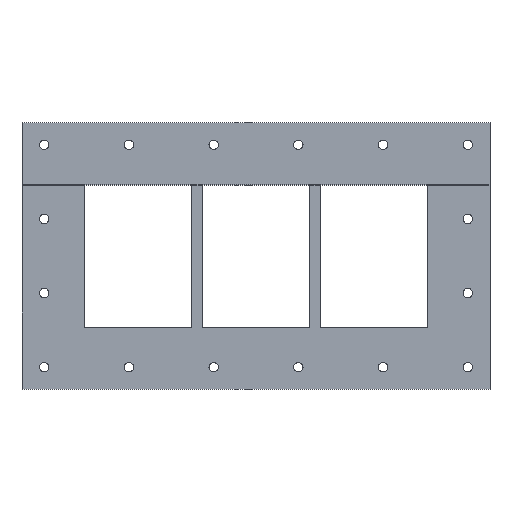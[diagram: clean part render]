
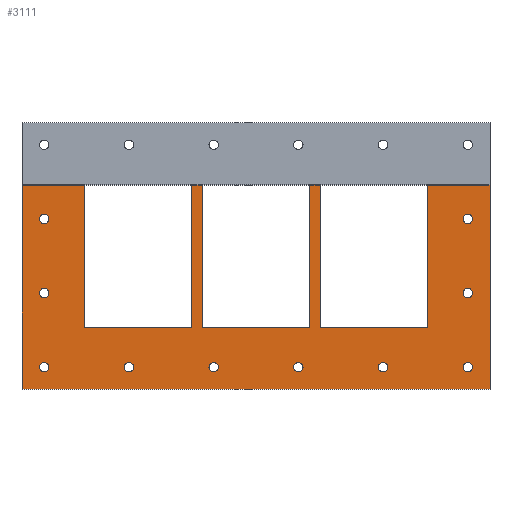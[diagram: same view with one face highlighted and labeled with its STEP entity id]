
A CAD part, top view. The second image highlights one B-rep face of the part: STEP entity #3111.
In plain terms, the highlighted planar face has unit normal (0, 0, 1).
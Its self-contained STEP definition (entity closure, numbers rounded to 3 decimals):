
#267=FACE_BOUND('',#744,.T.);
#268=FACE_BOUND('',#745,.T.);
#269=FACE_BOUND('',#746,.T.);
#270=FACE_BOUND('',#747,.T.);
#271=FACE_BOUND('',#748,.T.);
#272=FACE_BOUND('',#749,.T.);
#273=FACE_BOUND('',#750,.T.);
#274=FACE_BOUND('',#751,.T.);
#275=FACE_BOUND('',#752,.T.);
#276=FACE_BOUND('',#753,.T.);
#393=CIRCLE('',#3541,5.25);
#394=CIRCLE('',#3542,5.25);
#395=CIRCLE('',#3543,5.25);
#396=CIRCLE('',#3544,5.25);
#397=CIRCLE('',#3545,5.25);
#398=CIRCLE('',#3546,5.25);
#399=CIRCLE('',#3547,5.25);
#400=CIRCLE('',#3548,5.25);
#401=CIRCLE('',#3549,5.25);
#402=CIRCLE('',#3550,5.25);
#552=FACE_OUTER_BOUND('',#743,.T.);
#743=EDGE_LOOP('',(#2324,#2325,#2326,#2327,#2328,#2329,#2330,#2331,#2332,
#2333,#2334,#2335,#2336,#2337,#2338,#2339));
#744=EDGE_LOOP('',(#2340));
#745=EDGE_LOOP('',(#2341));
#746=EDGE_LOOP('',(#2342));
#747=EDGE_LOOP('',(#2343));
#748=EDGE_LOOP('',(#2344));
#749=EDGE_LOOP('',(#2345));
#750=EDGE_LOOP('',(#2346));
#751=EDGE_LOOP('',(#2347));
#752=EDGE_LOOP('',(#2348));
#753=EDGE_LOOP('',(#2349));
#1019=LINE('',#4948,#1262);
#1024=LINE('',#4958,#1267);
#1044=LINE('',#5000,#1287);
#1045=LINE('',#5002,#1288);
#1046=LINE('',#5004,#1289);
#1047=LINE('',#5006,#1290);
#1048=LINE('',#5008,#1291);
#1049=LINE('',#5010,#1292);
#1050=LINE('',#5012,#1293);
#1051=LINE('',#5014,#1294);
#1052=LINE('',#5016,#1295);
#1053=LINE('',#5018,#1296);
#1054=LINE('',#5020,#1297);
#1055=LINE('',#5022,#1298);
#1056=LINE('',#5023,#1299);
#1057=LINE('',#5024,#1300);
#1262=VECTOR('',#4008,10.);
#1267=VECTOR('',#4015,10.);
#1287=VECTOR('',#4045,10.);
#1288=VECTOR('',#4046,10.);
#1289=VECTOR('',#4047,10.);
#1290=VECTOR('',#4048,10.);
#1291=VECTOR('',#4049,10.);
#1292=VECTOR('',#4050,10.);
#1293=VECTOR('',#4051,10.);
#1294=VECTOR('',#4052,10.);
#1295=VECTOR('',#4053,10.);
#1296=VECTOR('',#4054,10.);
#1297=VECTOR('',#4055,10.);
#1298=VECTOR('',#4056,10.);
#1299=VECTOR('',#4057,10.);
#1300=VECTOR('',#4058,10.);
#1518=VERTEX_POINT('',#4946);
#1519=VERTEX_POINT('',#4947);
#1522=VERTEX_POINT('',#4955);
#1523=VERTEX_POINT('',#4957);
#1540=VERTEX_POINT('',#4999);
#1541=VERTEX_POINT('',#5001);
#1542=VERTEX_POINT('',#5003);
#1543=VERTEX_POINT('',#5005);
#1544=VERTEX_POINT('',#5007);
#1545=VERTEX_POINT('',#5009);
#1546=VERTEX_POINT('',#5011);
#1547=VERTEX_POINT('',#5013);
#1548=VERTEX_POINT('',#5015);
#1549=VERTEX_POINT('',#5017);
#1550=VERTEX_POINT('',#5019);
#1551=VERTEX_POINT('',#5021);
#1552=VERTEX_POINT('',#5025);
#1553=VERTEX_POINT('',#5027);
#1554=VERTEX_POINT('',#5029);
#1555=VERTEX_POINT('',#5031);
#1556=VERTEX_POINT('',#5033);
#1557=VERTEX_POINT('',#5035);
#1558=VERTEX_POINT('',#5037);
#1559=VERTEX_POINT('',#5039);
#1560=VERTEX_POINT('',#5041);
#1561=VERTEX_POINT('',#5043);
#1816=EDGE_CURVE('',#1518,#1519,#1019,.T.);
#1821=EDGE_CURVE('',#1523,#1522,#1024,.T.);
#1843=EDGE_CURVE('',#1522,#1540,#1044,.T.);
#1844=EDGE_CURVE('',#1540,#1541,#1045,.T.);
#1845=EDGE_CURVE('',#1541,#1542,#1046,.T.);
#1846=EDGE_CURVE('',#1542,#1543,#1047,.T.);
#1847=EDGE_CURVE('',#1543,#1544,#1048,.T.);
#1848=EDGE_CURVE('',#1544,#1545,#1049,.T.);
#1849=EDGE_CURVE('',#1545,#1546,#1050,.T.);
#1850=EDGE_CURVE('',#1546,#1547,#1051,.T.);
#1851=EDGE_CURVE('',#1547,#1548,#1052,.T.);
#1852=EDGE_CURVE('',#1548,#1549,#1053,.T.);
#1853=EDGE_CURVE('',#1549,#1550,#1054,.T.);
#1854=EDGE_CURVE('',#1550,#1551,#1055,.T.);
#1855=EDGE_CURVE('',#1551,#1518,#1056,.T.);
#1856=EDGE_CURVE('',#1519,#1523,#1057,.T.);
#1857=EDGE_CURVE('',#1552,#1552,#393,.T.);
#1858=EDGE_CURVE('',#1553,#1553,#394,.T.);
#1859=EDGE_CURVE('',#1554,#1554,#395,.T.);
#1860=EDGE_CURVE('',#1555,#1555,#396,.T.);
#1861=EDGE_CURVE('',#1556,#1556,#397,.T.);
#1862=EDGE_CURVE('',#1557,#1557,#398,.T.);
#1863=EDGE_CURVE('',#1558,#1558,#399,.T.);
#1864=EDGE_CURVE('',#1559,#1559,#400,.T.);
#1865=EDGE_CURVE('',#1560,#1560,#401,.T.);
#1866=EDGE_CURVE('',#1561,#1561,#402,.T.);
#2324=ORIENTED_EDGE('',*,*,#1821,.T.);
#2325=ORIENTED_EDGE('',*,*,#1843,.T.);
#2326=ORIENTED_EDGE('',*,*,#1844,.T.);
#2327=ORIENTED_EDGE('',*,*,#1845,.T.);
#2328=ORIENTED_EDGE('',*,*,#1846,.T.);
#2329=ORIENTED_EDGE('',*,*,#1847,.T.);
#2330=ORIENTED_EDGE('',*,*,#1848,.T.);
#2331=ORIENTED_EDGE('',*,*,#1849,.T.);
#2332=ORIENTED_EDGE('',*,*,#1850,.T.);
#2333=ORIENTED_EDGE('',*,*,#1851,.T.);
#2334=ORIENTED_EDGE('',*,*,#1852,.T.);
#2335=ORIENTED_EDGE('',*,*,#1853,.T.);
#2336=ORIENTED_EDGE('',*,*,#1854,.T.);
#2337=ORIENTED_EDGE('',*,*,#1855,.T.);
#2338=ORIENTED_EDGE('',*,*,#1816,.T.);
#2339=ORIENTED_EDGE('',*,*,#1856,.T.);
#2340=ORIENTED_EDGE('',*,*,#1857,.T.);
#2341=ORIENTED_EDGE('',*,*,#1858,.T.);
#2342=ORIENTED_EDGE('',*,*,#1859,.T.);
#2343=ORIENTED_EDGE('',*,*,#1860,.T.);
#2344=ORIENTED_EDGE('',*,*,#1861,.T.);
#2345=ORIENTED_EDGE('',*,*,#1862,.T.);
#2346=ORIENTED_EDGE('',*,*,#1863,.T.);
#2347=ORIENTED_EDGE('',*,*,#1864,.T.);
#2348=ORIENTED_EDGE('',*,*,#1865,.T.);
#2349=ORIENTED_EDGE('',*,*,#1866,.T.);
#3003=PLANE('',#3540);
#3111=ADVANCED_FACE('',(#552,#267,#268,#269,#270,#271,#272,#273,#274,#275,
#276),#3003,.T.);
#3540=AXIS2_PLACEMENT_3D('',#4998,#4043,#4044);
#3541=AXIS2_PLACEMENT_3D('',#5026,#4059,#4060);
#3542=AXIS2_PLACEMENT_3D('',#5028,#4061,#4062);
#3543=AXIS2_PLACEMENT_3D('',#5030,#4063,#4064);
#3544=AXIS2_PLACEMENT_3D('',#5032,#4065,#4066);
#3545=AXIS2_PLACEMENT_3D('',#5034,#4067,#4068);
#3546=AXIS2_PLACEMENT_3D('',#5036,#4069,#4070);
#3547=AXIS2_PLACEMENT_3D('',#5038,#4071,#4072);
#3548=AXIS2_PLACEMENT_3D('',#5040,#4073,#4074);
#3549=AXIS2_PLACEMENT_3D('',#5042,#4075,#4076);
#3550=AXIS2_PLACEMENT_3D('',#5044,#4077,#4078);
#4008=DIRECTION('',(0.,1.,0.));
#4015=DIRECTION('',(0.,-1.,0.));
#4043=DIRECTION('center_axis',(0.,0.,1.));
#4044=DIRECTION('ref_axis',(1.,0.,0.));
#4045=DIRECTION('',(1.,0.,0.));
#4046=DIRECTION('',(0.,1.,0.));
#4047=DIRECTION('',(-1.,0.,0.));
#4048=DIRECTION('',(0.,-1.,0.));
#4049=DIRECTION('',(-1.,0.,0.));
#4050=DIRECTION('',(0.,1.,0.));
#4051=DIRECTION('',(-1.,0.,0.));
#4052=DIRECTION('',(0.,-1.,0.));
#4053=DIRECTION('',(-1.,0.,0.));
#4054=DIRECTION('',(0.,1.,0.));
#4055=DIRECTION('',(-1.,0.,0.));
#4056=DIRECTION('',(0.,-1.,0.));
#4057=DIRECTION('',(-1.,0.,0.));
#4058=DIRECTION('',(-1.,0.,0.));
#4059=DIRECTION('center_axis',(0.,0.,-1.));
#4060=DIRECTION('ref_axis',(1.,0.,0.));
#4061=DIRECTION('center_axis',(0.,0.,-1.));
#4062=DIRECTION('ref_axis',(1.,0.,0.));
#4063=DIRECTION('center_axis',(0.,0.,-1.));
#4064=DIRECTION('ref_axis',(1.,0.,0.));
#4065=DIRECTION('center_axis',(0.,0.,-1.));
#4066=DIRECTION('ref_axis',(1.,0.,0.));
#4067=DIRECTION('center_axis',(0.,0.,-1.));
#4068=DIRECTION('ref_axis',(1.,0.,0.));
#4069=DIRECTION('center_axis',(0.,0.,-1.));
#4070=DIRECTION('ref_axis',(1.,0.,0.));
#4071=DIRECTION('center_axis',(0.,0.,-1.));
#4072=DIRECTION('ref_axis',(1.,0.,0.));
#4073=DIRECTION('center_axis',(0.,0.,-1.));
#4074=DIRECTION('ref_axis',(1.,0.,0.));
#4075=DIRECTION('center_axis',(0.,0.,-1.));
#4076=DIRECTION('ref_axis',(1.,0.,0.));
#4077=DIRECTION('center_axis',(0.,0.,-1.));
#4078=DIRECTION('ref_axis',(1.,0.,0.));
#4946=CARTESIAN_POINT('',(-192.75,-79.75,0.));
#4947=CARTESIAN_POINT('',(-192.75,79.25,0.));
#4948=CARTESIAN_POINT('',(-192.75,-39.875,0.));
#4955=CARTESIAN_POINT('',(-262.75,-149.75,0.));
#4957=CARTESIAN_POINT('',(-262.75,79.25,0.));
#4958=CARTESIAN_POINT('',(-262.75,149.75,0.));
#4998=CARTESIAN_POINT('Origin',(0.,0.,0.));
#4999=CARTESIAN_POINT('',(262.75,-149.75,0.));
#5000=CARTESIAN_POINT('',(-262.75,-149.75,0.));
#5001=CARTESIAN_POINT('',(262.75,79.25,0.));
#5002=CARTESIAN_POINT('',(262.75,-149.75,0.));
#5003=CARTESIAN_POINT('',(192.75,79.25,0.));
#5004=CARTESIAN_POINT('',(131.375,79.25,0.));
#5005=CARTESIAN_POINT('',(192.75,-79.75,0.));
#5006=CARTESIAN_POINT('',(192.75,39.875,0.));
#5007=CARTESIAN_POINT('',(72.25,-79.75,0.));
#5008=CARTESIAN_POINT('',(96.375,-79.75,0.));
#5009=CARTESIAN_POINT('',(72.25,79.25,0.));
#5010=CARTESIAN_POINT('',(72.25,-39.875,0.));
#5011=CARTESIAN_POINT('',(60.25,79.25,0.));
#5012=CARTESIAN_POINT('',(131.375,79.25,0.));
#5013=CARTESIAN_POINT('',(60.25,-79.75,0.));
#5014=CARTESIAN_POINT('',(60.25,39.875,0.));
#5015=CARTESIAN_POINT('',(-60.25,-79.75,0.));
#5016=CARTESIAN_POINT('',(30.125,-79.75,0.));
#5017=CARTESIAN_POINT('',(-60.25,79.25,0.));
#5018=CARTESIAN_POINT('',(-60.25,-39.875,0.));
#5019=CARTESIAN_POINT('',(-72.25,79.25,0.));
#5020=CARTESIAN_POINT('',(131.375,79.25,0.));
#5021=CARTESIAN_POINT('',(-72.25,-79.75,0.));
#5022=CARTESIAN_POINT('',(-72.25,39.875,0.));
#5023=CARTESIAN_POINT('',(-36.125,-79.75,0.));
#5024=CARTESIAN_POINT('',(131.375,79.25,0.));
#5025=CARTESIAN_POINT('',(232.5,-41.583,0.));
#5026=CARTESIAN_POINT('Origin',(237.75,-41.583,0.));
#5027=CARTESIAN_POINT('',(232.5,41.583,0.));
#5028=CARTESIAN_POINT('Origin',(237.75,41.583,0.));
#5029=CARTESIAN_POINT('',(232.5,-124.75,0.));
#5030=CARTESIAN_POINT('Origin',(237.75,-124.75,0.));
#5031=CARTESIAN_POINT('',(137.4,-124.75,0.));
#5032=CARTESIAN_POINT('Origin',(142.65,-124.75,0.));
#5033=CARTESIAN_POINT('',(42.3,-124.75,0.));
#5034=CARTESIAN_POINT('Origin',(47.55,-124.75,0.));
#5035=CARTESIAN_POINT('',(-52.8,-124.75,0.));
#5036=CARTESIAN_POINT('Origin',(-47.55,-124.75,0.));
#5037=CARTESIAN_POINT('',(-147.9,-124.75,0.));
#5038=CARTESIAN_POINT('Origin',(-142.65,-124.75,0.));
#5039=CARTESIAN_POINT('',(-243.,41.583,0.));
#5040=CARTESIAN_POINT('Origin',(-237.75,41.583,0.));
#5041=CARTESIAN_POINT('',(-243.,-41.583,0.));
#5042=CARTESIAN_POINT('Origin',(-237.75,-41.583,0.));
#5043=CARTESIAN_POINT('',(-243.,-124.75,0.));
#5044=CARTESIAN_POINT('Origin',(-237.75,-124.75,0.));
